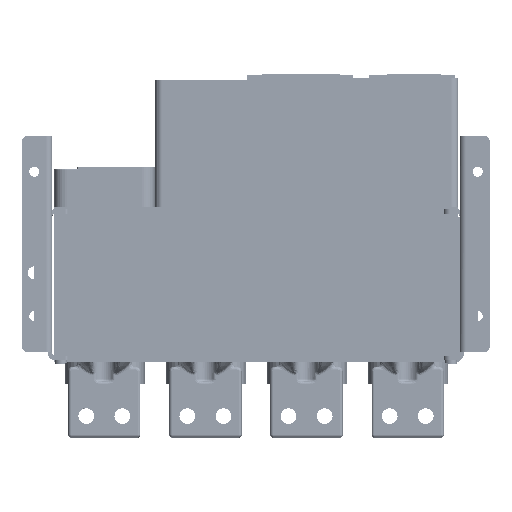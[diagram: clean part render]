
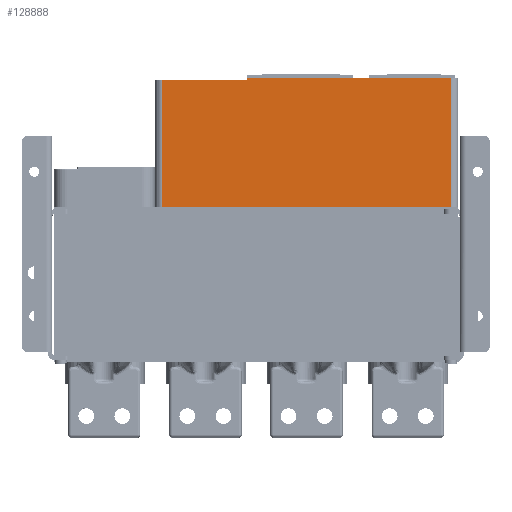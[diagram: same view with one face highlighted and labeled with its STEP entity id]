
A CAD part, top view. The second image highlights one B-rep face of the part: STEP entity #128888.
In plain terms, the highlighted planar face has unit normal (0, 0, 1).
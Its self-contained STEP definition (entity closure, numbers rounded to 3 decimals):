
#61121=DIRECTION('',(0.,-1.,0.));
#61122=VECTOR('',#61121,141.5);
#61123=CARTESIAN_POINT('',(0.,-5.,275.));
#61124=LINE('',#61123,#61122);
#86921=DIRECTION('',(0.,-1.,0.));
#86922=VECTOR('',#86921,200.);
#86923=CARTESIAN_POINT('',(89.5,-5.,275.));
#86924=LINE('',#86923,#86922);
#87457=DIRECTION('',(-1.,0.,0.));
#87458=VECTOR('',#87457,88.);
#87459=CARTESIAN_POINT('',(89.5,-205.,275.));
#87460=LINE('',#87459,#87458);
#87464=DIRECTION('',(0.,1.,0.));
#87465=VECTOR('',#87464,58.5);
#87466=CARTESIAN_POINT('',(1.5,-205.,275.));
#87467=LINE('',#87466,#87465);
#87471=DIRECTION('',(1.,0.,0.));
#87472=VECTOR('',#87471,1.5);
#87473=CARTESIAN_POINT('',(0.,-146.5,275.));
#87474=LINE('',#87473,#87472);
#87478=DIRECTION('',(-1.,0.,0.));
#87479=VECTOR('',#87478,89.5);
#87480=CARTESIAN_POINT('',(89.5,-5.,275.));
#87481=LINE('',#87480,#87479);
#108383=CARTESIAN_POINT('',(0.,-146.5,275.));
#108384=CARTESIAN_POINT('',(1.5,-146.5,275.));
#108385=VERTEX_POINT('',#108383);
#108386=VERTEX_POINT('',#108384);
#108664=CARTESIAN_POINT('',(1.5,-205.,275.));
#108666=VERTEX_POINT('',#108664);
#108667=CARTESIAN_POINT('',(89.5,-205.,275.));
#108668=VERTEX_POINT('',#108667);
#108671=CARTESIAN_POINT('',(0.,-5.,275.));
#108673=VERTEX_POINT('',#108671);
#108677=CARTESIAN_POINT('',(89.5,-5.,275.));
#108678=VERTEX_POINT('',#108677);
#128874=CARTESIAN_POINT('',(0.,0.,275.));
#128875=DIRECTION('',(0.,0.,1.));
#128876=DIRECTION('',(0.,-1.,0.));
#128877=AXIS2_PLACEMENT_3D('',#128874,#128875,#128876);
#128878=PLANE('',#128877);
#128879=ORIENTED_EDGE('',*,*,#128867,.T.);
#128880=ORIENTED_EDGE('',*,*,#120271,.T.);
#128881=ORIENTED_EDGE('',*,*,#116923,.F.);
#128882=ORIENTED_EDGE('',*,*,#114362,.F.);
#128884=ORIENTED_EDGE('',*,*,#128883,.F.);
#128885=ORIENTED_EDGE('',*,*,#128389,.T.);
#128886=EDGE_LOOP('',(#128879,#128880,#128881,#128882,#128884,#128885));
#128887=FACE_OUTER_BOUND('',#128886,.F.);
#128888=ADVANCED_FACE('',(#128887),#128878,.T.);
#114362=EDGE_CURVE('',#108673,#108385,#61124,.T.);
#116923=EDGE_CURVE('',#108385,#108386,#87474,.T.);
#120271=EDGE_CURVE('',#108666,#108386,#87467,.T.);
#128389=EDGE_CURVE('',#108678,#108668,#86924,.T.);
#128867=EDGE_CURVE('',#108668,#108666,#87460,.T.);
#128883=EDGE_CURVE('',#108678,#108673,#87481,.T.);
